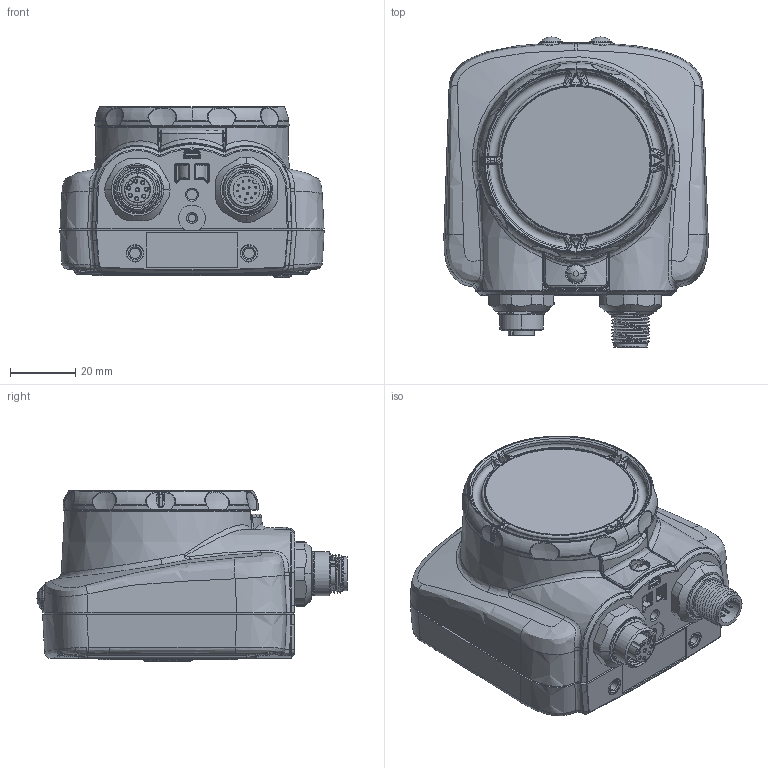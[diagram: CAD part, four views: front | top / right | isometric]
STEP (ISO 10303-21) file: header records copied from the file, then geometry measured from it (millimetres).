
FILE_DESCRIPTION((''),'2;1');
FILE_NAME('148915_SM01_ASM','2025-07-28T16:45:02',('banengservice'),('BANNER ENGINEERING'),'CREO PARAMETRIC BY PTC INC, 2022414','CREO PARAMETRIC BY PTC INC, 2022414','');
FILE_SCHEMA(('CONFIG_CONTROL_DESIGN'));
Products named in the file (2): 148915_EP01; 148915_SM01_ASM
Assembly tree (1 placements, depth 2):
  148915_SM01_ASM
    148915_EP01
Bounding box: 81.17 x 95.25 x 52.35 mm (x, y, z)
Volume: 232752.7 mm3; surface area: 33462.8 mm2
Topology: 1 solids, 1 shells, 1455 faces, 3572 edges, 2147 vertices
Faces by surface type: bspline 484, cylinder 350, plane 258, torus 173, cone 155, sphere 33, revolution 2
Entity records: 80711 total; most frequent: CARTESIAN_POINT 49627, ORIENTED_EDGE 7132, DIRECTION 5759, EDGE_CURVE 3566, AXIS2_PLACEMENT_3D 2447, VERTEX_POINT 2147, EDGE_LOOP 1531, CIRCLE 1475
